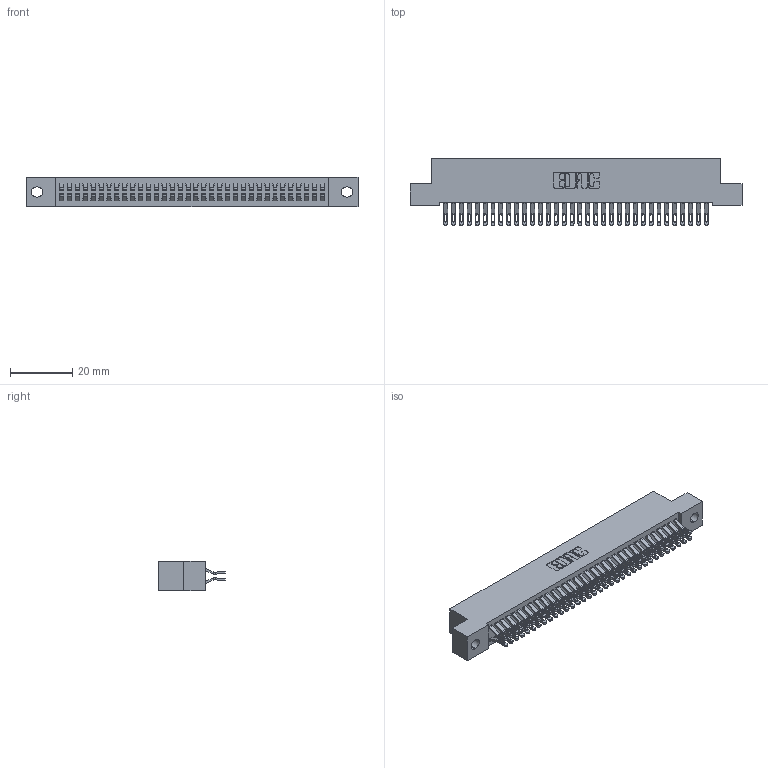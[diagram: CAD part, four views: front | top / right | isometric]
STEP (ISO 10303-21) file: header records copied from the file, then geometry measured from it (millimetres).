
FILE_DESCRIPTION (( 'STEP AP203' ), '1' );
FILE_NAME ('392-068-555-202.STEP', '2019-10-09T11:44:56', ( '' ), ( '' ), 'SwSTEP 2.0', 'SolidWorks 2016', '' );
FILE_SCHEMA (( 'CONFIG_CONTROL_DESIGN' ));
Length unit declared in the file: inch
Products named in the file (3): 392-068-555-202; 345-292-001_555 Tail; 342 Part_.128 Slot
Assembly tree (69 placements, depth 2):
  392-068-555-202
    342 Part_.128 Slot
    345-292-001_555 Tail  x68
Bounding box: 106.68 x 21.47 x 9.4 mm (x, y, z)
Volume: 9684.1 mm3; surface area: 15983.7 mm2
Topology: 69 solids, 69 shells, 4058 faces, 12755 edges, 8502 vertices
Faces by surface type: plane 2382, cylinder 1676
Entity records: 23237 total; most frequent: CARTESIAN_POINT 3896, ORIENTED_EDGE 3802, DIRECTION 3313, EDGE_CURVE 1901, VECTOR 1753, LINE 1753, VERTEX_POINT 1266, AXIS2_PLACEMENT_3D 780
